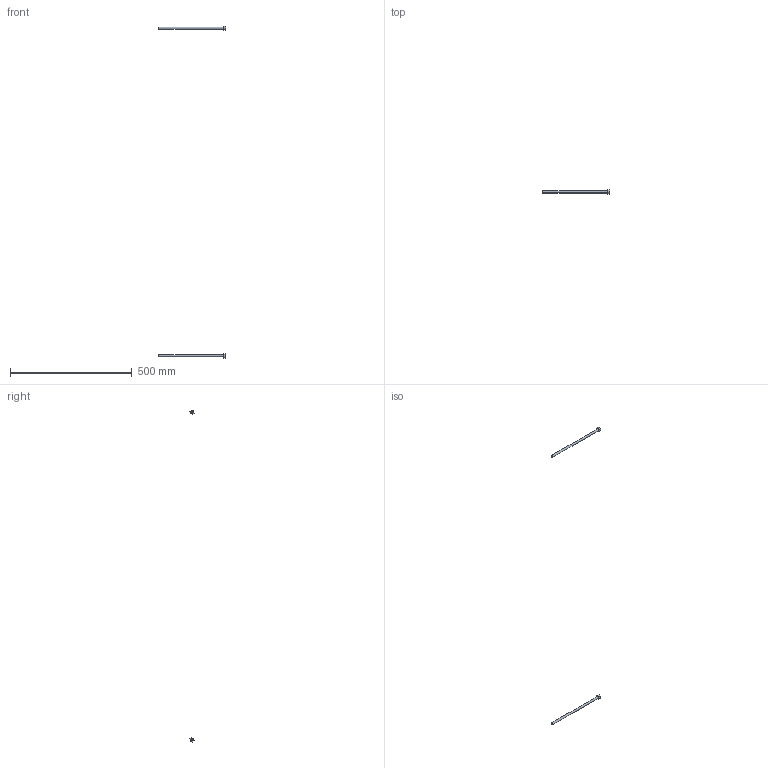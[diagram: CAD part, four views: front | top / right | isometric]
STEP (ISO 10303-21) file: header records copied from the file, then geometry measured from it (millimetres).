
FILE_DESCRIPTION( ( '' ), ' ' );
FILE_NAME( '5de776d4f078021554d38649.step', '2019-12-04T09:05:25', ( '' ), ( '' ), ' ', ' ', ' ' );
FILE_SCHEMA( ( 'AUTOMOTIVE_DESIGN { 1 0 10303 214 1 1 1 1 }' ) );
Length unit declared in the file: metre
Products named in the file (2): Part 24; Part 31
Bounding box: 275.63 x 16.62 x 1364.46 mm (x, y, z)
Volume: 36514.9 mm3; surface area: 16576 mm2
Topology: 2 solids, 2 shells, 34 faces, 72 edges, 44 vertices
Faces by surface type: plane 30, cone 2, cylinder 2
Full cylindrical faces by diameter (mm): 8.89 x2
Entity records: 1146 total; most frequent: CARTESIAN_POINT 144, DIRECTION 144, ORIENTED_EDGE 132, EDGE_CURVE 66, LINE 60, VECTOR 60, AXIS2_PLACEMENT_3D 42, VERTEX_POINT 42
